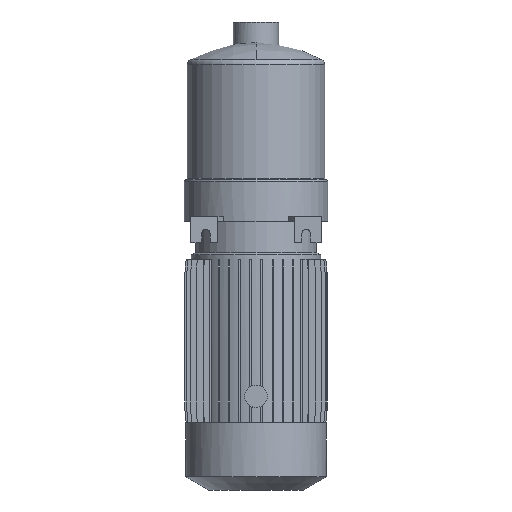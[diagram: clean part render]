
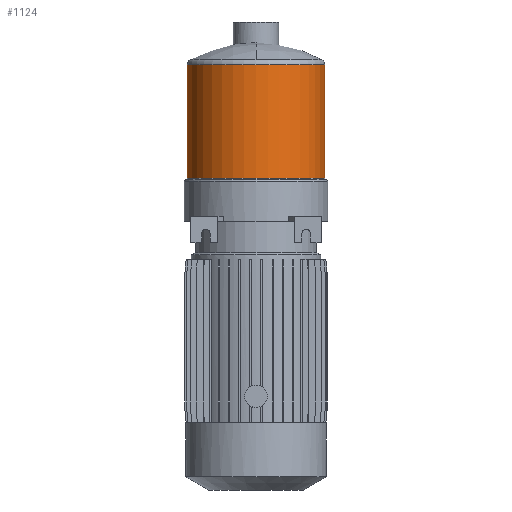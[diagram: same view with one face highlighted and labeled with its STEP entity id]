
A CAD part, front view. The second image highlights one B-rep face of the part: STEP entity #1124.
In plain terms, the highlighted cylindrical face has radius 76.5 mm (diameter 153 mm), a partial arc.
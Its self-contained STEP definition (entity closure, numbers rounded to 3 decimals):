
#304 = EDGE_LOOP ( 'NONE', ( #1159, #3301, #6953, #7959 ) ) ;
#1004 = AXIS2_PLACEMENT_3D ( 'NONE', #8056, #5460, #4658 ) ;
#1032 = LINE ( 'NONE', #9721, #1265 ) ;
#1124 = ADVANCED_FACE ( 'NONE', ( #10699 ), #7138, .T. ) ;
#1159 = ORIENTED_EDGE ( 'NONE', *, *, #5033, .F. ) ;
#1265 = VECTOR ( 'NONE', #7938, 1000. ) ;
#1952 = VERTEX_POINT ( 'NONE', #8426 ) ;
#3100 = AXIS2_PLACEMENT_3D ( 'NONE', #6430, #6487, #4769 ) ;
#3301 = ORIENTED_EDGE ( 'NONE', *, *, #6800, .T. ) ;
#4206 = EDGE_CURVE ( 'NONE', #7743, #9856, #9704, .T. ) ;
#4658 = DIRECTION ( 'NONE',  ( 1., 0., 0. ) ) ;
#4769 = DIRECTION ( 'NONE',  ( -1., 0., 0. ) ) ;
#4938 = CIRCLE ( 'NONE', #7876, 76.5 ) ;
#5033 = EDGE_CURVE ( 'NONE', #1952, #9856, #1032, .T. ) ;
#5133 = VECTOR ( 'NONE', #10549, 1000. ) ;
#5228 = CARTESIAN_POINT ( 'NONE',  ( -76.5, 0., 100.562 ) ) ;
#5283 = CARTESIAN_POINT ( 'NONE',  ( 76.5, 0., -26.5 ) ) ;
#5460 = DIRECTION ( 'NONE',  ( 0., 0., 1. ) ) ;
#6430 = CARTESIAN_POINT ( 'NONE',  ( 0., 0., 100.562 ) ) ;
#6487 = DIRECTION ( 'NONE',  ( 0., 0., -1. ) ) ;
#6800 = EDGE_CURVE ( 'NONE', #1952, #8785, #4938, .T. ) ;
#6953 = ORIENTED_EDGE ( 'NONE', *, *, #8066, .T. ) ;
#7045 = LINE ( 'NONE', #8718, #5133 ) ;
#7138 = CYLINDRICAL_SURFACE ( 'NONE', #1004, 76.5 ) ;
#7743 = VERTEX_POINT ( 'NONE', #9764 ) ;
#7876 = AXIS2_PLACEMENT_3D ( 'NONE', #9078, #8100, #8158 ) ;
#7938 = DIRECTION ( 'NONE',  ( 0., 0., 1. ) ) ;
#7959 = ORIENTED_EDGE ( 'NONE', *, *, #4206, .T. ) ;
#8056 = CARTESIAN_POINT ( 'NONE',  ( 0., 0., 148. ) ) ;
#8066 = EDGE_CURVE ( 'NONE', #8785, #7743, #7045, .T. ) ;
#8100 = DIRECTION ( 'NONE',  ( 0., 0., 1. ) ) ;
#8158 = DIRECTION ( 'NONE',  ( 1., 0., 0. ) ) ;
#8426 = CARTESIAN_POINT ( 'NONE',  ( -76.5, 0., -26.5 ) ) ;
#8718 = CARTESIAN_POINT ( 'NONE',  ( 76.5, 0., 148. ) ) ;
#8785 = VERTEX_POINT ( 'NONE', #5283 ) ;
#9078 = CARTESIAN_POINT ( 'NONE',  ( 0., 0., -26.5 ) ) ;
#9704 = CIRCLE ( 'NONE', #3100, 76.5 ) ;
#9721 = CARTESIAN_POINT ( 'NONE',  ( -76.5, 0., 148. ) ) ;
#9764 = CARTESIAN_POINT ( 'NONE',  ( 76.5, 0., 100.562 ) ) ;
#9856 = VERTEX_POINT ( 'NONE', #5228 ) ;
#10549 = DIRECTION ( 'NONE',  ( 0., 0., 1. ) ) ;
#10699 = FACE_OUTER_BOUND ( 'NONE', #304, .T. ) ;
